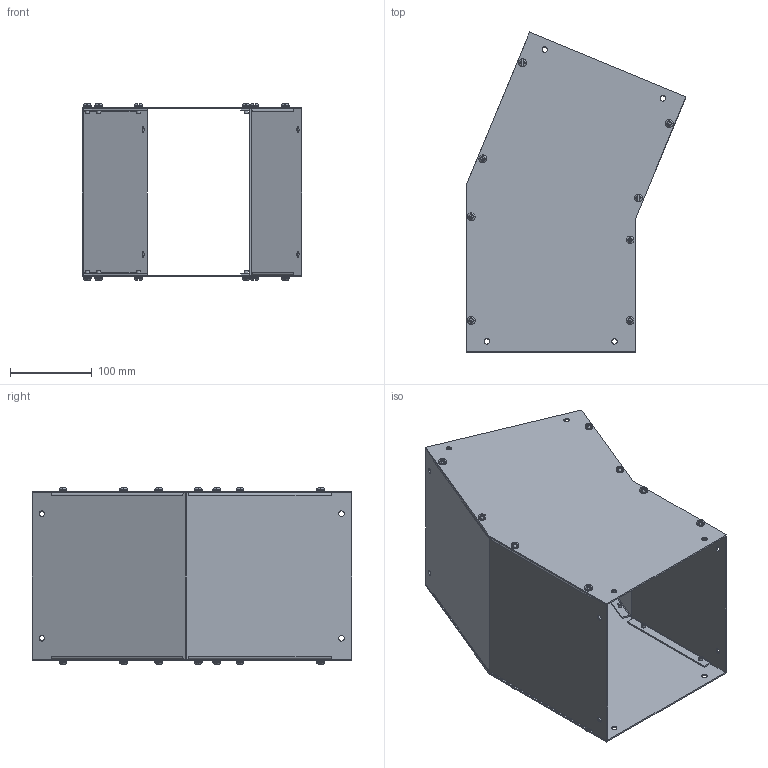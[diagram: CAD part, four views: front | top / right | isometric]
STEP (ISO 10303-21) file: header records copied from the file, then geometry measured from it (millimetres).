
FILE_DESCRIPTION (( 'STEP AP203' ), '1' );
FILE_NAME ('CWEL822.step', '2024-04-25T14:53:20', ( '' ), ( '' ), 'SwSTEP 2.0', 'SolidWorks 2023', '' );
FILE_SCHEMA (( 'CONFIG_CONTROL_DESIGN' ));
Length unit declared in the file: inch
Products named in the file (1): CWEL822
Bounding box: 268.88 x 390.95 x 215.75 mm (x, y, z)
Volume: 574325.7 mm3; surface area: 638007.4 mm2
Topology: 20 solids, 20 shells, 660 faces, 1684 edges, 1080 vertices
Faces by surface type: plane 384, cylinder 180, bspline 64, cone 32
Entity records: 23172 total; most frequent: CARTESIAN_POINT 7434, ORIENTED_EDGE 3368, DIRECTION 3075, EDGE_CURVE 1684, AXIS2_PLACEMENT_3D 1085, VERTEX_POINT 1080, VECTOR 905, LINE 905
